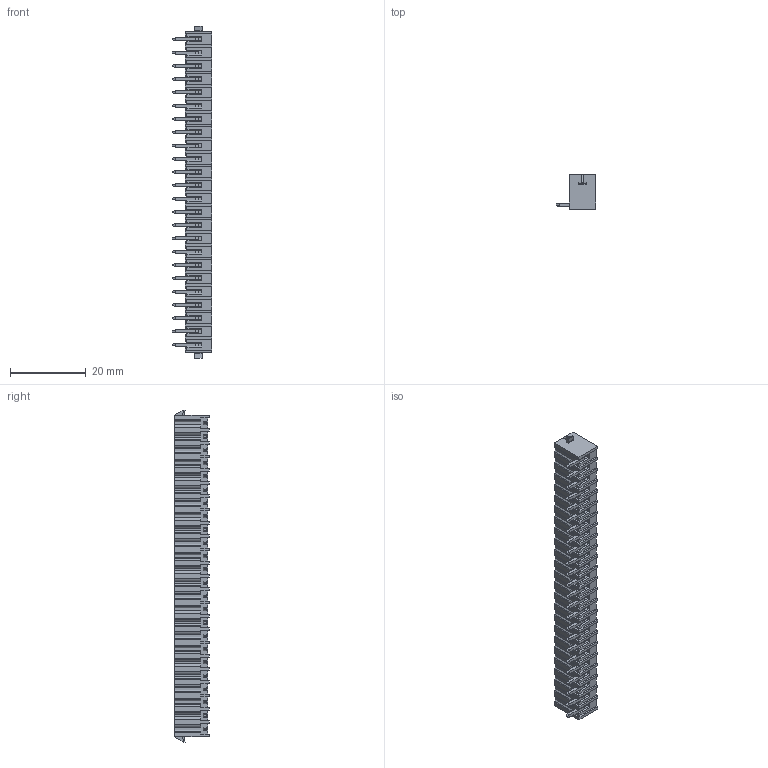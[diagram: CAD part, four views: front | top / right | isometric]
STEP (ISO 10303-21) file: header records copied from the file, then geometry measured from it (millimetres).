
FILE_DESCRIPTION((''),'2;1');
FILE_NAME('PRT0002','2024-10-12T',('sheji'),(''),'PRO/ENGINEER BY PARAMETRIC TECHNOLOGY CORPORATION, 2015240','PRO/ENGINEER BY PARAMETRIC TECHNOLOGY CORPORATION, 2015240','');
FILE_SCHEMA(('CONFIG_CONTROL_DESIGN'));
Length unit declared in the file: millimetre
Products named in the file (1): PRT0002
Bounding box: 10.4 x 9.2 x 87.5 mm (x, y, z)
Volume: 2386.5 mm3; surface area: 7582.3 mm2
Topology: 25 solids, 25 shells, 1516 faces, 4032 edges, 2640 vertices
Faces by surface type: plane 1226, cylinder 242, cone 48
Entity records: 46482 total; most frequent: CARTESIAN_POINT 8740, ORIENTED_EDGE 8064, DIRECTION 7312, EDGE_CURVE 4032, VECTOR 3400, LINE 3400, VERTEX_POINT 2640, AXIS2_PLACEMENT_3D 1956
